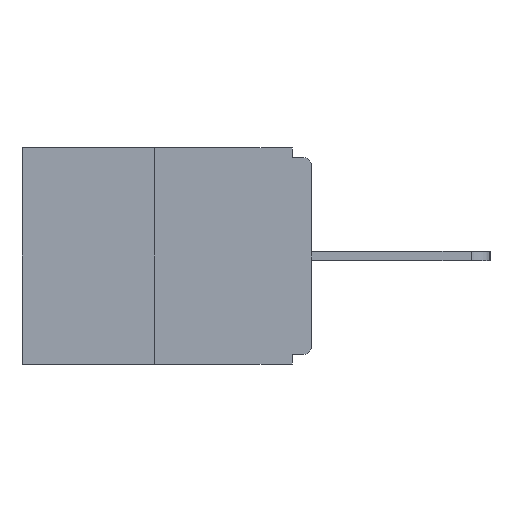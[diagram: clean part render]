
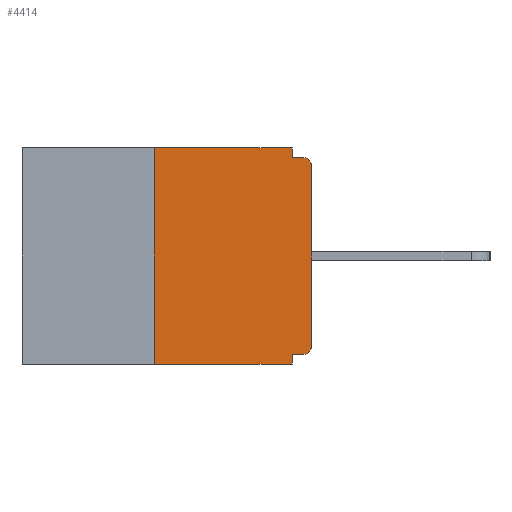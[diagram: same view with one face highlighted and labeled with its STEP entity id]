
A CAD part, left-side view. The second image highlights one B-rep face of the part: STEP entity #4414.
In plain terms, the highlighted planar face has unit normal (-1, 0, 0).
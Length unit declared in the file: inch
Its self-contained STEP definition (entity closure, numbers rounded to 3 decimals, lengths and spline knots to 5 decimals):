
#80 = VECTOR ( 'NONE', #5916, 39.37008 ) ;
#742 = VERTEX_POINT ( 'NONE', #1531 ) ;
#755 = ORIENTED_EDGE ( 'NONE', *, *, #4101, .F. ) ;
#761 = DIRECTION ( 'NONE',  ( 0., -1., 0. ) ) ;
#855 = DIRECTION ( 'NONE',  ( -1., 0., 0. ) ) ;
#1112 = CARTESIAN_POINT ( 'NONE',  ( 0., 0.25, 0. ) ) ;
#1531 = CARTESIAN_POINT ( 'NONE',  ( 0., 0.031, -0.328 ) ) ;
#1632 = DIRECTION ( 'NONE',  ( 0., 0., -1. ) ) ;
#1657 = DIRECTION ( 'NONE',  ( 0., -1., 0. ) ) ;
#1768 = VERTEX_POINT ( 'NONE', #3329 ) ;
#1775 = DIRECTION ( 'NONE',  ( 1., 0., 0. ) ) ;
#1804 = VERTEX_POINT ( 'NONE', #6851 ) ;
#2002 = VECTOR ( 'NONE', #13650, 39.37008 ) ;
#2143 = CIRCLE ( 'NONE', #10502, 0.015 ) ;
#2201 = CARTESIAN_POINT ( 'NONE',  ( 0., 0.015, -0.328 ) ) ;
#2215 = CARTESIAN_POINT ( 'NONE',  ( 0., 0.015, -0.015 ) ) ;
#2555 = DIRECTION ( 'NONE',  ( 0., -1., 0. ) ) ;
#2911 = VERTEX_POINT ( 'NONE', #7693 ) ;
#2960 = VECTOR ( 'NONE', #4794, 39.37008 ) ;
#3091 = ORIENTED_EDGE ( 'NONE', *, *, #10371, .T. ) ;
#3227 = ORIENTED_EDGE ( 'NONE', *, *, #8143, .F. ) ;
#3321 = EDGE_LOOP ( 'NONE', ( #5408, #11304, #3091, #755, #3227, #11675, #3919, #4611, #11707, #9575 ) ) ;
#3329 = CARTESIAN_POINT ( 'NONE',  ( 0., 0., -0.03 ) ) ;
#3864 = DIRECTION ( 'NONE',  ( 0., 0., -1. ) ) ;
#3919 = ORIENTED_EDGE ( 'NONE', *, *, #5565, .T. ) ;
#4101 = EDGE_CURVE ( 'NONE', #742, #10398, #4634, .T. ) ;
#4414 = ADVANCED_FACE ( 'NONE', ( #4969 ), #6326, .F. ) ;
#4562 = VERTEX_POINT ( 'NONE', #2215 ) ;
#4611 = ORIENTED_EDGE ( 'NONE', *, *, #13377, .T. ) ;
#4619 = CIRCLE ( 'NONE', #13979, 0.015 ) ;
#4627 = CARTESIAN_POINT ( 'NONE',  ( 0., 0.46, 0. ) ) ;
#4634 = LINE ( 'NONE', #9199, #80 ) ;
#4667 = VECTOR ( 'NONE', #1657, 39.37008 ) ;
#4794 = DIRECTION ( 'NONE',  ( 0., 0., 1. ) ) ;
#4825 = DIRECTION ( 'NONE',  ( -1., 0., 0. ) ) ;
#4969 = FACE_OUTER_BOUND ( 'NONE', #3321, .T. ) ;
#4984 = CARTESIAN_POINT ( 'NONE',  ( 0., 0.031, 0. ) ) ;
#5174 = CARTESIAN_POINT ( 'NONE',  ( 0., 0., -0.328 ) ) ;
#5408 = ORIENTED_EDGE ( 'NONE', *, *, #6717, .F. ) ;
#5478 = LINE ( 'NONE', #11248, #13158 ) ;
#5565 = EDGE_CURVE ( 'NONE', #2911, #1768, #5906, .T. ) ;
#5906 = LINE ( 'NONE', #10473, #2002 ) ;
#5916 = DIRECTION ( 'NONE',  ( 0., 0., -1. ) ) ;
#5966 = CARTESIAN_POINT ( 'NONE',  ( 0., 0.015, -0.313 ) ) ;
#6112 = EDGE_CURVE ( 'NONE', #6187, #2911, #4619, .T. ) ;
#6187 = VERTEX_POINT ( 'NONE', #2201 ) ;
#6289 = EDGE_CURVE ( 'NONE', #1804, #12456, #9436, .T. ) ;
#6304 = LINE ( 'NONE', #5174, #11873 ) ;
#6326 = PLANE ( 'NONE',  #6769 ) ;
#6536 = CARTESIAN_POINT ( 'NONE',  ( 0., 0.015, -0.03 ) ) ;
#6717 = EDGE_CURVE ( 'NONE', #12456, #11504, #6967, .T. ) ;
#6769 = AXIS2_PLACEMENT_3D ( 'NONE', #8650, #1775, #1632 ) ;
#6851 = CARTESIAN_POINT ( 'NONE',  ( 0., 0.25, -0.343 ) ) ;
#6967 = LINE ( 'NONE', #4627, #11099 ) ;
#7693 = CARTESIAN_POINT ( 'NONE',  ( 0., 0., -0.313 ) ) ;
#8143 = EDGE_CURVE ( 'NONE', #6187, #742, #6304, .T. ) ;
#8223 = LINE ( 'NONE', #4984, #13374 ) ;
#8601 = LINE ( 'NONE', #14468, #4667 ) ;
#8650 = CARTESIAN_POINT ( 'NONE',  ( 0., 0.46, 0. ) ) ;
#8859 = DIRECTION ( 'NONE',  ( 0., 0., -1. ) ) ;
#9199 = CARTESIAN_POINT ( 'NONE',  ( 0., 0.031, -0.343 ) ) ;
#9316 = VERTEX_POINT ( 'NONE', #9526 ) ;
#9436 = LINE ( 'NONE', #10495, #2960 ) ;
#9526 = CARTESIAN_POINT ( 'NONE',  ( 0., 0.031, -0.015 ) ) ;
#9575 = ORIENTED_EDGE ( 'NONE', *, *, #12557, .F. ) ;
#9625 = DIRECTION ( 'NONE',  ( 0., 0., -1. ) ) ;
#9752 = DIRECTION ( 'NONE',  ( 0., 1., 0. ) ) ;
#9790 = CARTESIAN_POINT ( 'NONE',  ( 0., 0.031, -0.343 ) ) ;
#10371 = EDGE_CURVE ( 'NONE', #1804, #10398, #8601, .T. ) ;
#10398 = VERTEX_POINT ( 'NONE', #9790 ) ;
#10473 = CARTESIAN_POINT ( 'NONE',  ( 0., 0., 0. ) ) ;
#10495 = CARTESIAN_POINT ( 'NONE',  ( 0., 0.25, 0. ) ) ;
#10502 = AXIS2_PLACEMENT_3D ( 'NONE', #6536, #855, #8859 ) ;
#11099 = VECTOR ( 'NONE', #2555, 39.37008 ) ;
#11248 = CARTESIAN_POINT ( 'NONE',  ( 0., 0., -0.015 ) ) ;
#11304 = ORIENTED_EDGE ( 'NONE', *, *, #6289, .F. ) ;
#11504 = VERTEX_POINT ( 'NONE', #14473 ) ;
#11675 = ORIENTED_EDGE ( 'NONE', *, *, #6112, .T. ) ;
#11707 = ORIENTED_EDGE ( 'NONE', *, *, #13796, .F. ) ;
#11873 = VECTOR ( 'NONE', #9752, 39.37008 ) ;
#12456 = VERTEX_POINT ( 'NONE', #1112 ) ;
#12557 = EDGE_CURVE ( 'NONE', #11504, #9316, #8223, .T. ) ;
#13158 = VECTOR ( 'NONE', #761, 39.37008 ) ;
#13374 = VECTOR ( 'NONE', #3864, 39.37008 ) ;
#13377 = EDGE_CURVE ( 'NONE', #1768, #4562, #2143, .T. ) ;
#13650 = DIRECTION ( 'NONE',  ( 0., 0., 1. ) ) ;
#13796 = EDGE_CURVE ( 'NONE', #9316, #4562, #5478, .T. ) ;
#13979 = AXIS2_PLACEMENT_3D ( 'NONE', #5966, #4825, #9625 ) ;
#14468 = CARTESIAN_POINT ( 'NONE',  ( 0., 0.46, -0.343 ) ) ;
#14473 = CARTESIAN_POINT ( 'NONE',  ( 0., 0.031, 0. ) ) ;
